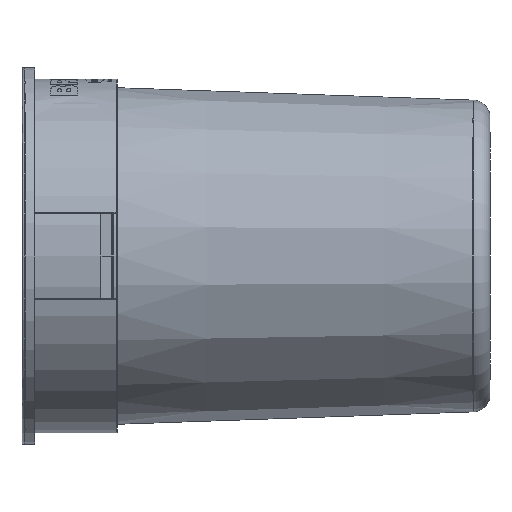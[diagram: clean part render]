
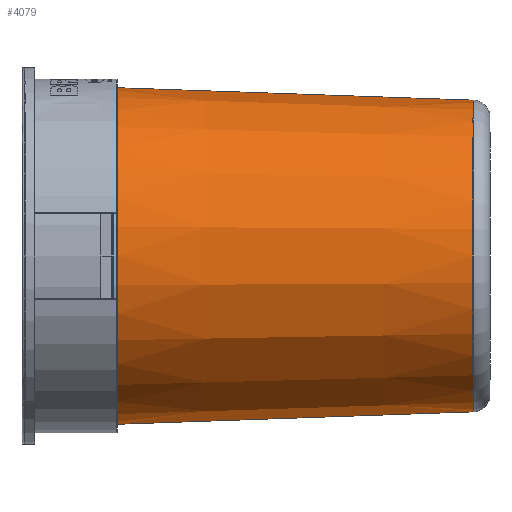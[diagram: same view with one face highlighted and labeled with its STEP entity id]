
A CAD part, left-side view. The second image highlights one B-rep face of the part: STEP entity #4079.
In plain terms, the highlighted conical face has half-angle 2 degrees and reference radius 249.425 mm.
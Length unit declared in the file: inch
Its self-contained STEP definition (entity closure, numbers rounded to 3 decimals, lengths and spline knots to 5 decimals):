
#160 = CARTESIAN_POINT ( 'NONE',  ( 0., 21.6875, 9.81988 ) ) ;
#216 = EDGE_LOOP ( 'NONE', ( #8532, #10523, #15496, #4393 ) ) ;
#571 = EDGE_CURVE ( 'NONE', #5420, #15681, #14268, .T. ) ;
#898 = CARTESIAN_POINT ( 'NONE',  ( 0., 21.6875, 9.81988 ) ) ;
#1263 = DIRECTION ( 'NONE',  ( 0., 0., -1. ) ) ;
#2010 = DIRECTION ( 'NONE',  ( 0., 0.999, -0.035 ) ) ;
#2076 = LINE ( 'NONE', #9898, #13439 ) ;
#3966 = EDGE_CURVE ( 'NONE', #15681, #8658, #17860, .T. ) ;
#4079 = ADVANCED_FACE ( 'NONE', ( #13732 ), #12036, .T. ) ;
#4290 = CARTESIAN_POINT ( 'NONE',  ( 0., 0.9026, 0. ) ) ;
#4393 = ORIENTED_EDGE ( 'NONE', *, *, #18513, .T. ) ;
#4673 = DIRECTION ( 'NONE',  ( 0., -1., 0. ) ) ;
#5339 = CARTESIAN_POINT ( 'NONE',  ( 0., 21.6875, -9.81988 ) ) ;
#5420 = VERTEX_POINT ( 'NONE', #17025 ) ;
#6039 = DIRECTION ( 'NONE',  ( 0., 0., -1. ) ) ;
#6203 = VERTEX_POINT ( 'NONE', #5339 ) ;
#6804 = CARTESIAN_POINT ( 'NONE',  ( 0., 21.6875, 0. ) ) ;
#8532 = ORIENTED_EDGE ( 'NONE', *, *, #13814, .F. ) ;
#8658 = VERTEX_POINT ( 'NONE', #898 ) ;
#9191 = CIRCLE ( 'NONE', #18900, 9.81988 ) ;
#9898 = CARTESIAN_POINT ( 'NONE',  ( 0., 21.6875, -9.81988 ) ) ;
#10523 = ORIENTED_EDGE ( 'NONE', *, *, #571, .T. ) ;
#10605 = CARTESIAN_POINT ( 'NONE',  ( 0., 0.9026, 9.09406 ) ) ;
#12036 = CONICAL_SURFACE ( 'NONE', #14490, 9.81988, 0.035 ) ;
#12278 = CARTESIAN_POINT ( 'NONE',  ( 0., 21.6875, 0. ) ) ;
#12906 = AXIS2_PLACEMENT_3D ( 'NONE', #4290, #13601, #1263 ) ;
#13439 = VECTOR ( 'NONE', #2010, 39.37008 ) ;
#13601 = DIRECTION ( 'NONE',  ( 0., 1., 0. ) ) ;
#13732 = FACE_OUTER_BOUND ( 'NONE', #216, .T. ) ;
#13752 = VECTOR ( 'NONE', #18798, 39.37008 ) ;
#13814 = EDGE_CURVE ( 'NONE', #5420, #6203, #2076, .T. ) ;
#14268 = CIRCLE ( 'NONE', #12906, 9.09406 ) ;
#14490 = AXIS2_PLACEMENT_3D ( 'NONE', #6804, #15890, #16032 ) ;
#15496 = ORIENTED_EDGE ( 'NONE', *, *, #3966, .T. ) ;
#15681 = VERTEX_POINT ( 'NONE', #10605 ) ;
#15890 = DIRECTION ( 'NONE',  ( 0., 1., 0. ) ) ;
#16032 = DIRECTION ( 'NONE',  ( 0., 0., 1. ) ) ;
#17025 = CARTESIAN_POINT ( 'NONE',  ( 0., 0.9026, -9.09406 ) ) ;
#17860 = LINE ( 'NONE', #160, #13752 ) ;
#18513 = EDGE_CURVE ( 'NONE', #8658, #6203, #9191, .T. ) ;
#18798 = DIRECTION ( 'NONE',  ( 0., 0.999, 0.035 ) ) ;
#18900 = AXIS2_PLACEMENT_3D ( 'NONE', #12278, #4673, #6039 ) ;
